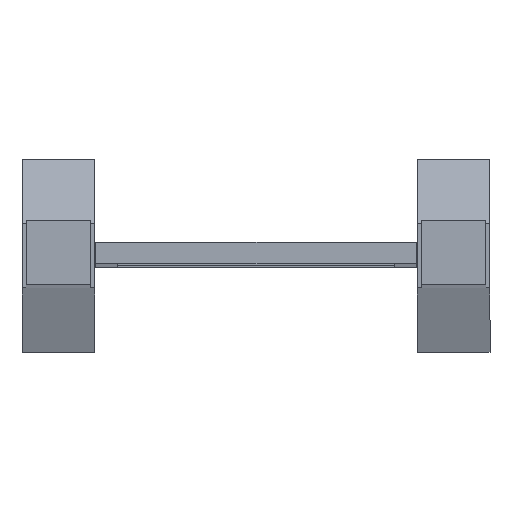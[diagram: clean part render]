
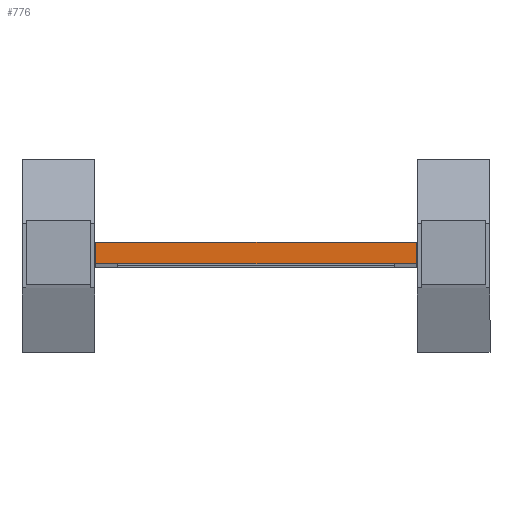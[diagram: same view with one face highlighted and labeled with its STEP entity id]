
A CAD part, top view. The second image highlights one B-rep face of the part: STEP entity #776.
In plain terms, the highlighted planar face has unit normal (0, 0, 1).
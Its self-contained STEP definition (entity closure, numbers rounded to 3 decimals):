
#79=LINE('',#2696,#173);
#82=LINE('',#2702,#176);
#83=LINE('',#2704,#177);
#84=LINE('',#2706,#178);
#173=VECTOR('',#2263,1.);
#176=VECTOR('',#2268,1.);
#177=VECTOR('',#2269,1.);
#178=VECTOR('',#2270,1.);
#571=PLANE('',#1920);
#661=FACE_OUTER_BOUND('',#1045,.T.);
#776=ADVANCED_FACE('',(#661),#571,.F.);
#1045=EDGE_LOOP('',(#1236,#1237,#1238,#1239));
#1236=ORIENTED_EDGE('',*,*,#1638,.T.);
#1237=ORIENTED_EDGE('',*,*,#1639,.F.);
#1238=ORIENTED_EDGE('',*,*,#1640,.F.);
#1239=ORIENTED_EDGE('',*,*,#1635,.T.);
#1503=VERTEX_POINT('',#2695);
#1504=VERTEX_POINT('',#2697);
#1506=VERTEX_POINT('',#2703);
#1507=VERTEX_POINT('',#2705);
#1635=EDGE_CURVE('',#1504,#1503,#79,.T.);
#1638=EDGE_CURVE('',#1503,#1506,#82,.T.);
#1639=EDGE_CURVE('',#1507,#1506,#83,.T.);
#1640=EDGE_CURVE('',#1504,#1507,#84,.T.);
#1920=AXIS2_PLACEMENT_3D('',#2707,#2271,#2272);
#2263=DIRECTION('',(0.,1.,0.));
#2268=DIRECTION('',(-1.,0.,0.));
#2269=DIRECTION('',(0.,1.,0.));
#2270=DIRECTION('',(-1.,0.,0.));
#2271=DIRECTION('',(0.,0.,-1.));
#2272=DIRECTION('',(-1.,0.,0.));
#2695=CARTESIAN_POINT('',(150.,10.,900.));
#2696=CARTESIAN_POINT('',(150.,-10.,900.));
#2697=CARTESIAN_POINT('',(150.,-10.,900.));
#2702=CARTESIAN_POINT('',(150.,10.,900.));
#2703=CARTESIAN_POINT('',(-150.,10.,900.));
#2704=CARTESIAN_POINT('',(-150.,-10.,900.));
#2705=CARTESIAN_POINT('',(-150.,-10.,900.));
#2706=CARTESIAN_POINT('',(150.,-10.,900.));
#2707=CARTESIAN_POINT('',(150.,-10.,900.));
